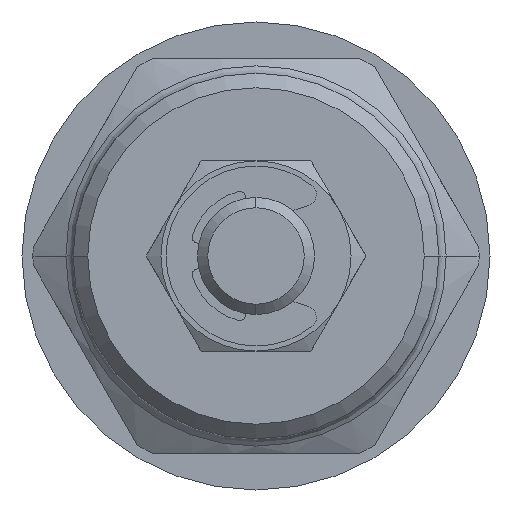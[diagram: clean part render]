
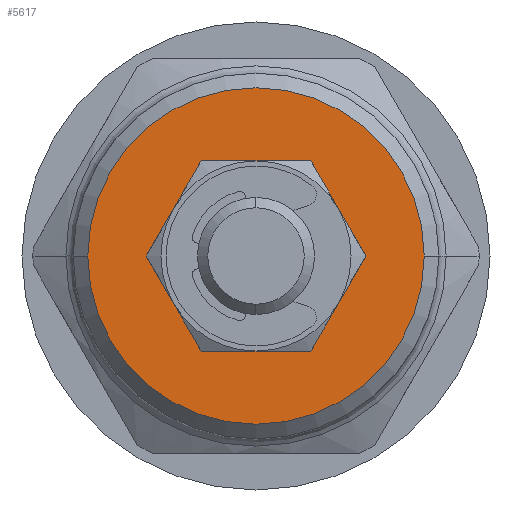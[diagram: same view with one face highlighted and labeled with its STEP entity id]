
A CAD part, left-side view. The second image highlights one B-rep face of the part: STEP entity #5617.
In plain terms, the highlighted planar face has unit normal (-1, 0, 0).
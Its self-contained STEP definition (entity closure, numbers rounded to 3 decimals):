
#152 = AXIS2_PLACEMENT_3D ( 'NONE', #1471, #5898, #2098 ) ;
#253 = DIRECTION ( 'NONE',  ( 1., 0., 0. ) ) ;
#506 = CARTESIAN_POINT ( 'NONE',  ( -15., 0., -6.5 ) ) ;
#587 = CARTESIAN_POINT ( 'NONE',  ( -15., 0., 0. ) ) ;
#705 = VERTEX_POINT ( 'NONE', #3206 ) ;
#1205 = DIRECTION ( 'NONE',  ( 0., 0., -1. ) ) ;
#1333 = ORIENTED_EDGE ( 'NONE', *, *, #1937, .T. ) ;
#1455 = ORIENTED_EDGE ( 'NONE', *, *, #2387, .T. ) ;
#1471 = CARTESIAN_POINT ( 'NONE',  ( -15., 0., 0. ) ) ;
#1484 = CIRCLE ( 'NONE', #152, 6.5 ) ;
#1539 = DIRECTION ( 'NONE',  ( -1., 0., 0. ) ) ;
#1611 = AXIS2_PLACEMENT_3D ( 'NONE', #7218, #3422, #7837 ) ;
#1937 = EDGE_CURVE ( 'NONE', #5222, #6233, #2984, .T. ) ;
#2098 = DIRECTION ( 'NONE',  ( 0., 0., -1. ) ) ;
#2387 = EDGE_CURVE ( 'NONE', #6233, #5222, #8001, .T. ) ;
#2953 = ORIENTED_EDGE ( 'NONE', *, *, #5578, .T. ) ;
#2973 = EDGE_LOOP ( 'NONE', ( #1333, #1455 ) ) ;
#2984 = CIRCLE ( 'NONE', #4018, 11.5 ) ;
#3206 = CARTESIAN_POINT ( 'NONE',  ( -15., 0., 6.5 ) ) ;
#3422 = DIRECTION ( 'NONE',  ( -1., 0., 0. ) ) ;
#3512 = AXIS2_PLACEMENT_3D ( 'NONE', #4013, #253, #4662 ) ;
#3802 = AXIS2_PLACEMENT_3D ( 'NONE', #587, #4986, #1205 ) ;
#3989 = PLANE ( 'NONE',  #3512 ) ;
#4013 = CARTESIAN_POINT ( 'NONE',  ( -15., 0., -11.5 ) ) ;
#4018 = AXIS2_PLACEMENT_3D ( 'NONE', #5334, #1539, #5981 ) ;
#4289 = VERTEX_POINT ( 'NONE', #506 ) ;
#4662 = DIRECTION ( 'NONE',  ( 0., -1., 0. ) ) ;
#4986 = DIRECTION ( 'NONE',  ( 1., 0., 0. ) ) ;
#5222 = VERTEX_POINT ( 'NONE', #5263 ) ;
#5263 = CARTESIAN_POINT ( 'NONE',  ( -15., -11.5, 0. ) ) ;
#5334 = CARTESIAN_POINT ( 'NONE',  ( -15., 0., 0. ) ) ;
#5578 = EDGE_CURVE ( 'NONE', #4289, #705, #1484, .T. ) ;
#5617 = ADVANCED_FACE ( 'NONE', ( #7789, #6534 ), #3989, .F. ) ;
#5810 = EDGE_LOOP ( 'NONE', ( #7656, #2953 ) ) ;
#5898 = DIRECTION ( 'NONE',  ( 1., 0., 0. ) ) ;
#5981 = DIRECTION ( 'NONE',  ( 0., 1., 0. ) ) ;
#6233 = VERTEX_POINT ( 'NONE', #6574 ) ;
#6534 = FACE_OUTER_BOUND ( 'NONE', #2973, .T. ) ;
#6574 = CARTESIAN_POINT ( 'NONE',  ( -15., 11.5, 0. ) ) ;
#7218 = CARTESIAN_POINT ( 'NONE',  ( -15., 0., 0. ) ) ;
#7332 = EDGE_CURVE ( 'NONE', #705, #4289, #7380, .T. ) ;
#7380 = CIRCLE ( 'NONE', #3802, 6.5 ) ;
#7656 = ORIENTED_EDGE ( 'NONE', *, *, #7332, .T. ) ;
#7789 = FACE_BOUND ( 'NONE', #5810, .T. ) ;
#7837 = DIRECTION ( 'NONE',  ( 0., 1., 0. ) ) ;
#8001 = CIRCLE ( 'NONE', #1611, 11.5 ) ;
